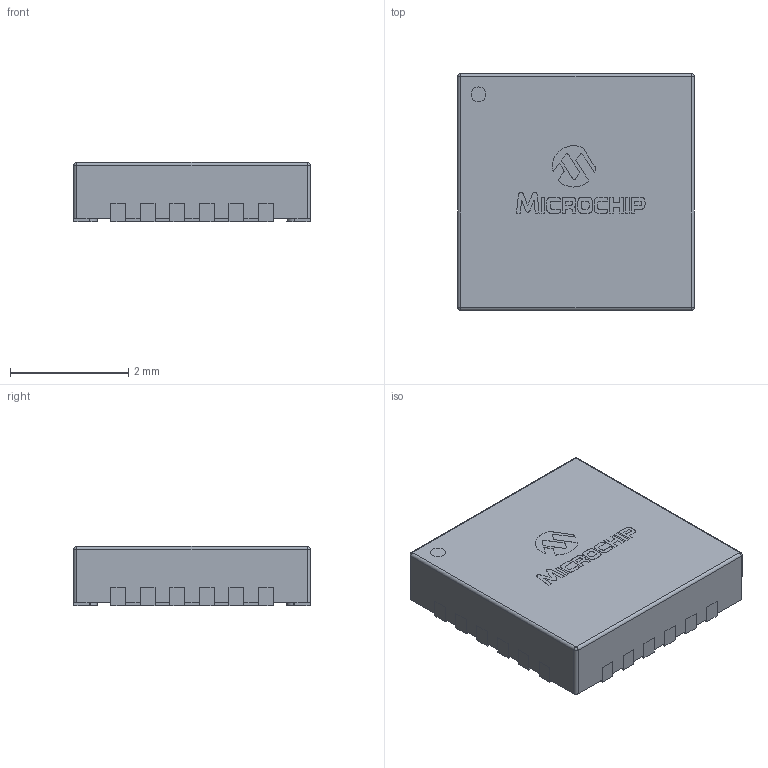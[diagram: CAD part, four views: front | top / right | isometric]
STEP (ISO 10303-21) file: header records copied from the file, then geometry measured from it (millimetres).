
FILE_DESCRIPTION (( 'STEP AP214' ), '1' );
FILE_NAME ('USB2422-IMJ.STEP', '2019-06-05T06:38:17', ( '' ), ( '' ), 'SwSTEP 2.0', 'SolidWorks 2019', '' );
FILE_SCHEMA (( 'AUTOMOTIVE_DESIGN' ));
Length unit declared in the file: millimetre
Products named in the file (6): USB2422-IMJ_Body; Logo; USB2422-IMJ_Pins; USB2422-IMJ; Text; Dot
Assembly tree (5 placements, depth 2):
  USB2422-IMJ
    USB2422-IMJ_Body
    Dot
    Logo
    Text
    USB2422-IMJ_Pins
Bounding box: 4 x 4 x 1 mm (x, y, z)
Volume: 15.6 mm3; surface area: 83.3 mm2
Topology: 37 solids, 37 shells, 479 faces, 1201 edges, 794 vertices
Faces by surface type: plane 276, cylinder 120, bspline 79, sphere 4
Entity records: 15215 total; most frequent: CARTESIAN_POINT 3505, ORIENTED_EDGE 2394, DIRECTION 2095, EDGE_CURVE 1197, LINE 799, VECTOR 799, VERTEX_POINT 794, AXIS2_PLACEMENT_3D 648
